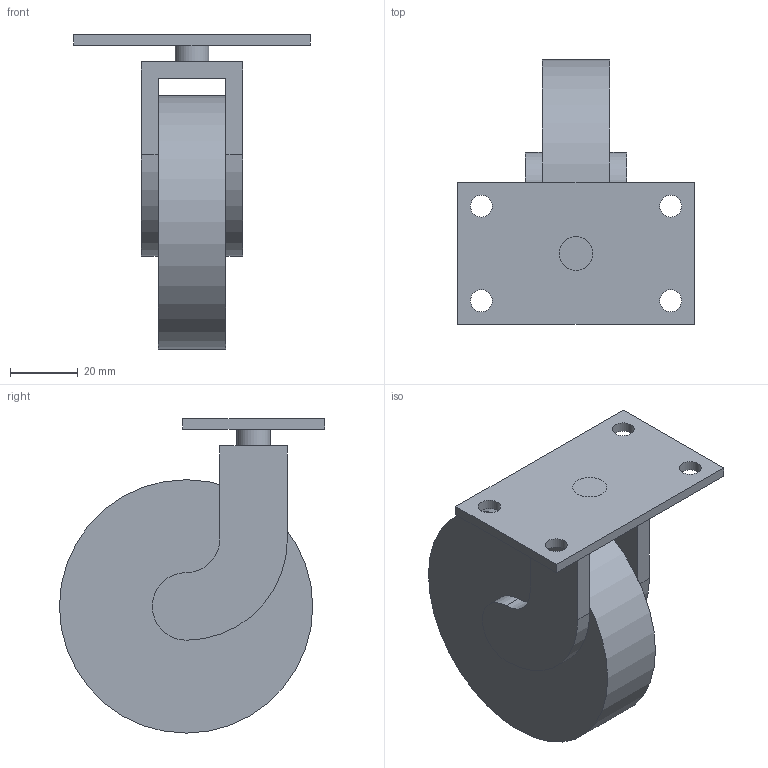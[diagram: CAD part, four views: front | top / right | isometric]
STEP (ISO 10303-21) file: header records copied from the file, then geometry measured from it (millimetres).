
FILE_DESCRIPTION(/* description */ (''),/* implementation_level */ '2;1');
FILE_NAME(/* name */ 'caster.step',/* time_stamp */ '2020-05-31T01:24:48+09:00',/* author */ (''),/* organization */ (''),/* preprocessor_version */ 'ST-DEVELOPER v18.1',/* originating_system */ 'Autodesk Translation Framework v9.3.0.1241',/* authorisation */ '');
FILE_SCHEMA (('AUTOMOTIVE_DESIGN { 1 0 10303 214 3 1 1 }'));
Length unit declared in the file: millimetre
Products named in the file (4): caster; wheel_base; wheel_stay_v2; caster_wheel_v2
Assembly tree (3 placements, depth 2):
  caster
    wheel_base
    wheel_stay_v2
    caster_wheel_v2
Bounding box: 70 x 78.5 x 93 mm (x, y, z)
Volume: 112525.8 mm3; surface area: 28259.3 mm2
Topology: 4 solids, 4 shells, 31 faces, 69 edges, 46 vertices
Faces by surface type: plane 18, cylinder 13
Full cylindrical faces by diameter (mm): 6.5 x4, 10 x2, 75 x1
Entity records: 1019 total; most frequent: DIRECTION 171, CARTESIAN_POINT 153, ORIENTED_EDGE 138, EDGE_CURVE 69, AXIS2_PLACEMENT_3D 64, VERTEX_POINT 46, LINE 43, VECTOR 43
